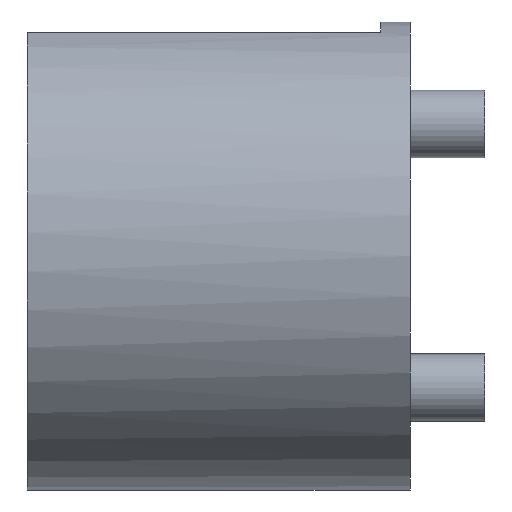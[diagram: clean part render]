
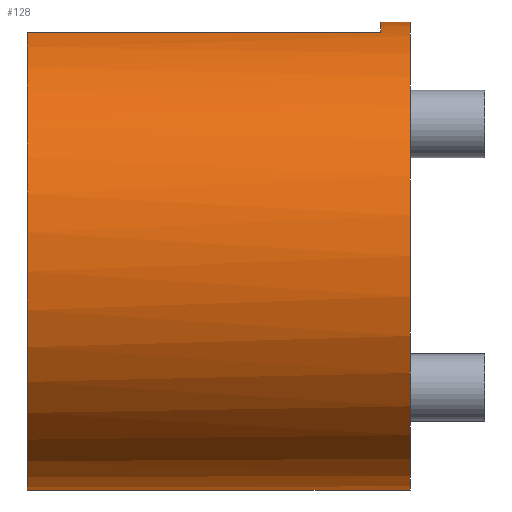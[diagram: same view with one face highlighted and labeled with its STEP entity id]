
A CAD part, left-side view. The second image highlights one B-rep face of the part: STEP entity #128.
In plain terms, the highlighted cylindrical face has radius 22 mm (diameter 44 mm), a partial arc.
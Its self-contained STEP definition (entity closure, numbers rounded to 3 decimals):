
#1 = DIRECTION ( 'NONE',  ( 0., 1., 0. ) ) ;
#11 = CARTESIAN_POINT ( 'NONE',  ( -6.5, 2.75, 21.018 ) ) ;
#16 = VERTEX_POINT ( 'NONE', #424 ) ;
#18 = AXIS2_PLACEMENT_3D ( 'NONE', #228, #486, #581 ) ;
#21 = DIRECTION ( 'NONE',  ( 0., 1., 0. ) ) ;
#30 = ORIENTED_EDGE ( 'NONE', *, *, #268, .F. ) ;
#31 = DIRECTION ( 'NONE',  ( 0., 0., 1. ) ) ;
#34 = EDGE_CURVE ( 'NONE', #16, #252, #455, .T. ) ;
#38 = CARTESIAN_POINT ( 'NONE',  ( 0., 36., 22. ) ) ;
#61 = ORIENTED_EDGE ( 'NONE', *, *, #113, .F. ) ;
#79 = CARTESIAN_POINT ( 'NONE',  ( 0., 36., -22. ) ) ;
#90 = FACE_OUTER_BOUND ( 'NONE', #145, .T. ) ;
#105 = VERTEX_POINT ( 'NONE', #305 ) ;
#108 = VECTOR ( 'NONE', #304, 1000. ) ;
#113 = EDGE_CURVE ( 'NONE', #238, #523, #227, .T. ) ;
#123 = VECTOR ( 'NONE', #311, 1000. ) ;
#128 = ADVANCED_FACE ( 'NONE', ( #90 ), #271, .T. ) ;
#142 = LINE ( 'NONE', #347, #108 ) ;
#144 = CARTESIAN_POINT ( 'NONE',  ( 0., 36., 0. ) ) ;
#145 = EDGE_LOOP ( 'NONE', ( #171, #61, #230, #30, #240, #569 ) ) ;
#171 = ORIENTED_EDGE ( 'NONE', *, *, #179, .F. ) ;
#179 = EDGE_CURVE ( 'NONE', #523, #252, #357, .T. ) ;
#207 = CARTESIAN_POINT ( 'NONE',  ( 0., 36., -22. ) ) ;
#208 = CARTESIAN_POINT ( 'NONE',  ( 0., 0., 0. ) ) ;
#213 = LINE ( 'NONE', #207, #250 ) ;
#227 = CIRCLE ( 'NONE', #377, 22. ) ;
#228 = CARTESIAN_POINT ( 'NONE',  ( 0., 36., 0. ) ) ;
#229 = CARTESIAN_POINT ( 'NONE',  ( 0., 0., 22. ) ) ;
#230 = ORIENTED_EDGE ( 'NONE', *, *, #507, .T. ) ;
#238 = VERTEX_POINT ( 'NONE', #11 ) ;
#240 = ORIENTED_EDGE ( 'NONE', *, *, #406, .T. ) ;
#250 = VECTOR ( 'NONE', #253, 1000. ) ;
#252 = VERTEX_POINT ( 'NONE', #229 ) ;
#253 = DIRECTION ( 'NONE',  ( 0., -1., 0. ) ) ;
#268 = EDGE_CURVE ( 'NONE', #515, #105, #570, .T. ) ;
#271 = CYLINDRICAL_SURFACE ( 'NONE', #18, 22. ) ;
#285 = DIRECTION ( 'NONE',  ( 0., 0., 1. ) ) ;
#300 = AXIS2_PLACEMENT_3D ( 'NONE', #208, #21, #31 ) ;
#304 = DIRECTION ( 'NONE',  ( 0., 1., 0. ) ) ;
#305 = CARTESIAN_POINT ( 'NONE',  ( -6.5, 36., 21.018 ) ) ;
#311 = DIRECTION ( 'NONE',  ( 0., -1., 0. ) ) ;
#347 = CARTESIAN_POINT ( 'NONE',  ( -6.5, 36., 21.018 ) ) ;
#357 = LINE ( 'NONE', #38, #123 ) ;
#364 = AXIS2_PLACEMENT_3D ( 'NONE', #144, #465, #285 ) ;
#377 = AXIS2_PLACEMENT_3D ( 'NONE', #403, #1, #454 ) ;
#403 = CARTESIAN_POINT ( 'NONE',  ( 0., 2.75, 0. ) ) ;
#406 = EDGE_CURVE ( 'NONE', #515, #16, #213, .T. ) ;
#424 = CARTESIAN_POINT ( 'NONE',  ( 0., 0., -22. ) ) ;
#454 = DIRECTION ( 'NONE',  ( 0., 0., 1. ) ) ;
#455 = CIRCLE ( 'NONE', #300, 22. ) ;
#465 = DIRECTION ( 'NONE',  ( 0., 1., 0. ) ) ;
#486 = DIRECTION ( 'NONE',  ( 0., -1., 0. ) ) ;
#489 = CARTESIAN_POINT ( 'NONE',  ( 0., 2.75, 22. ) ) ;
#507 = EDGE_CURVE ( 'NONE', #238, #105, #142, .T. ) ;
#515 = VERTEX_POINT ( 'NONE', #79 ) ;
#523 = VERTEX_POINT ( 'NONE', #489 ) ;
#569 = ORIENTED_EDGE ( 'NONE', *, *, #34, .T. ) ;
#570 = CIRCLE ( 'NONE', #364, 22. ) ;
#581 = DIRECTION ( 'NONE',  ( 0., 0., -1. ) ) ;
